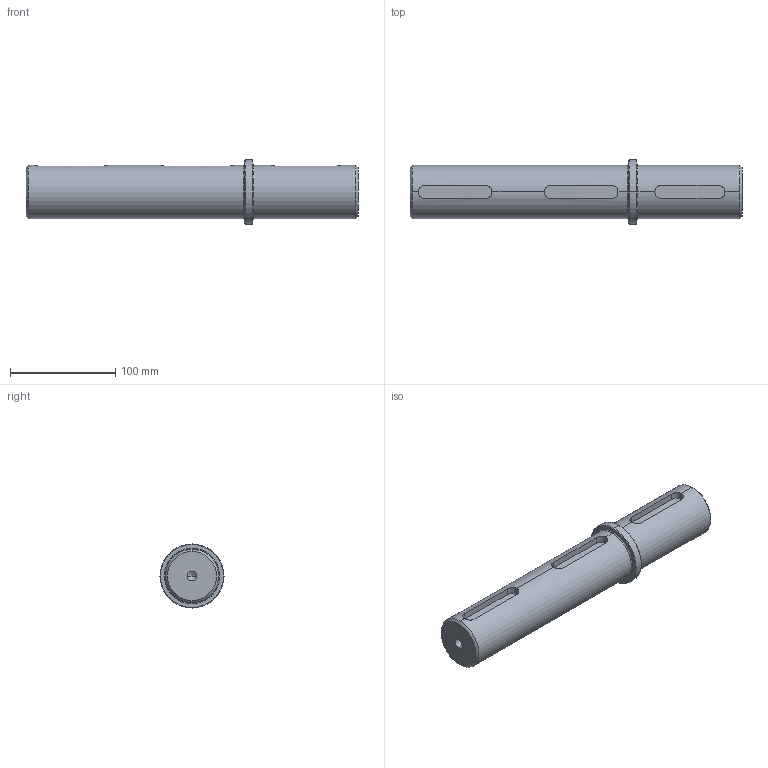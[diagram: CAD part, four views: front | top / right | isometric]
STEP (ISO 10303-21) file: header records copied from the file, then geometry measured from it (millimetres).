
FILE_DESCRIPTION (( 'STEP AP214' ), '1' );
FILE_NAME ('HBR-77-S.step', '2019-06-11T14:18:47', ( '' ), ( '' ), 'SwSTEP 2.0', 'SolidWorks 2018', '' );
FILE_SCHEMA (( 'AUTOMOTIVE_DESIGN' ));
Length unit declared in the file: inch
Products named in the file (1): HBR-77-S
Bounding box: 316.08 x 61 x 61 mm (x, y, z)
Volume: 627805.7 mm3; surface area: 59661.4 mm2
Topology: 1 solids, 1 shells, 44 faces, 111 edges, 70 vertices
Faces by surface type: cylinder 17, plane 13, cone 10, bspline 4
Entity records: 1868 total; most frequent: CARTESIAN_POINT 788, DIRECTION 220, ORIENTED_EDGE 218, EDGE_CURVE 109, AXIS2_PLACEMENT_3D 86, VERTEX_POINT 70, VECTOR 48, LINE 48
